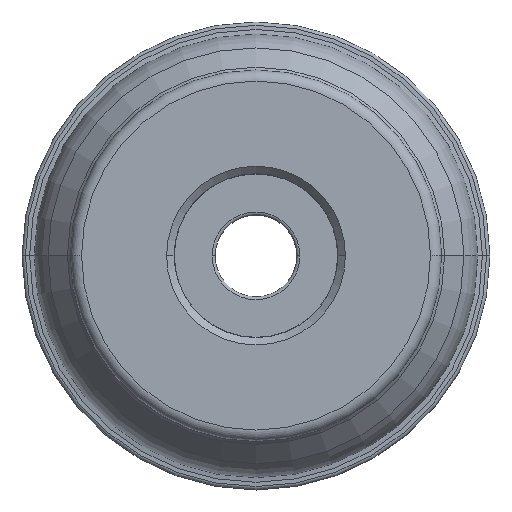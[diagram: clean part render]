
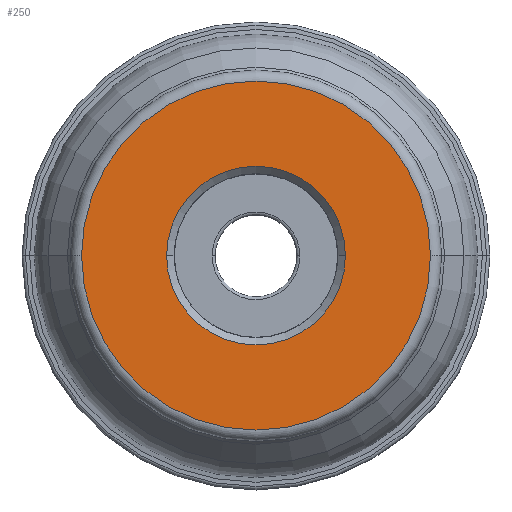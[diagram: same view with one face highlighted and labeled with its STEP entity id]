
A CAD part, top view. The second image highlights one B-rep face of the part: STEP entity #250.
In plain terms, the highlighted planar face has unit normal (0, 0, 1).
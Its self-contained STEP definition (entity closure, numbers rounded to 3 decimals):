
#250=ADVANCED_FACE('',(#315,#316),#308,.F.);
#308=PLANE('',#1637);
#315=FACE_BOUND('',#361,.T.);
#316=FACE_BOUND('',#362,.T.);
#361=EDGE_LOOP('',(#567,#568));
#362=EDGE_LOOP('',(#569,#570));
#567=ORIENTED_EDGE('',*,*,#985,.T.);
#568=ORIENTED_EDGE('',*,*,#986,.T.);
#569=ORIENTED_EDGE('',*,*,#987,.T.);
#570=ORIENTED_EDGE('',*,*,#988,.T.);
#845=VERTEX_POINT('',#2575);
#846=VERTEX_POINT('',#2576);
#847=VERTEX_POINT('',#2579);
#848=VERTEX_POINT('',#2580);
#985=EDGE_CURVE('',#845,#846,#1166,.T.);
#986=EDGE_CURVE('',#846,#845,#1167,.T.);
#987=EDGE_CURVE('',#847,#848,#1168,.T.);
#988=EDGE_CURVE('',#848,#847,#1169,.T.);
#1166=CIRCLE('',#1633,23.5);
#1167=CIRCLE('',#1634,23.5);
#1168=CIRCLE('',#1635,12.035);
#1169=CIRCLE('',#1636,12.035);
#1633=AXIS2_PLACEMENT_3D('',#2574,#2016,#2017);
#1634=AXIS2_PLACEMENT_3D('',#2577,#2018,#2019);
#1635=AXIS2_PLACEMENT_3D('',#2578,#2020,#2021);
#1636=AXIS2_PLACEMENT_3D('',#2581,#2022,#2023);
#1637=AXIS2_PLACEMENT_3D('',#2582,#2024,#2025);
#2016=DIRECTION('',(0.,0.,1.));
#2017=DIRECTION('',(1.,0.,0.));
#2018=DIRECTION('',(0.,0.,1.));
#2019=DIRECTION('',(-1.,0.,0.));
#2020=DIRECTION('',(0.,0.,-1.));
#2021=DIRECTION('',(-1.,0.,0.));
#2022=DIRECTION('',(0.,0.,-1.));
#2023=DIRECTION('',(1.,0.,0.));
#2024=DIRECTION('',(0.,0.,-1.));
#2025=DIRECTION('',(1.,0.,0.));
#2574=CARTESIAN_POINT('',(0.,0.,0.));
#2575=CARTESIAN_POINT('',(23.5,0.,0.));
#2576=CARTESIAN_POINT('',(-23.5,0.,0.));
#2577=CARTESIAN_POINT('',(0.,0.,0.));
#2578=CARTESIAN_POINT('',(0.,0.,0.));
#2579=CARTESIAN_POINT('',(-12.035,0.,0.));
#2580=CARTESIAN_POINT('',(12.035,0.,0.));
#2581=CARTESIAN_POINT('',(0.,0.,0.));
#2582=CARTESIAN_POINT('',(0.,0.,0.));
